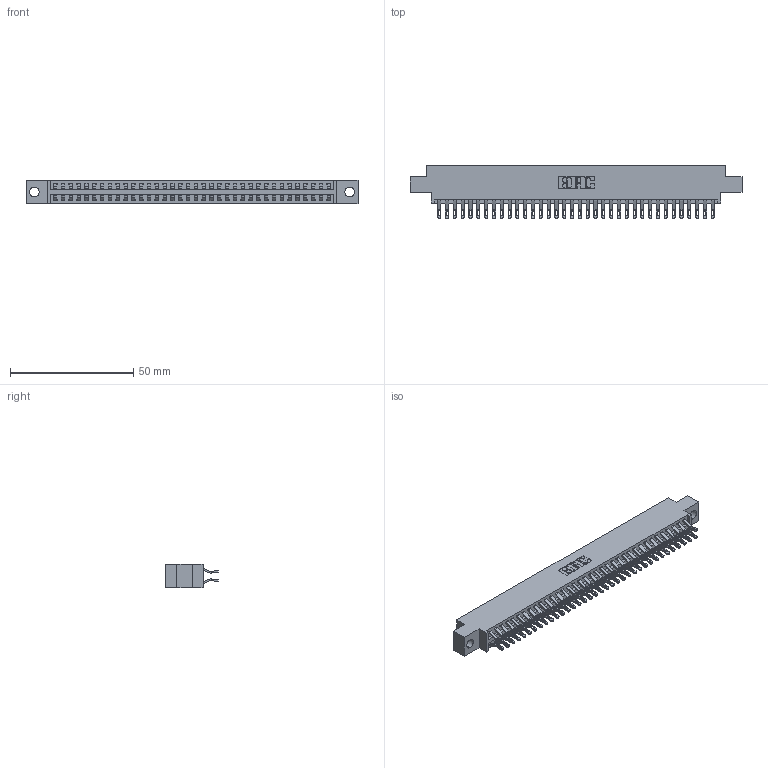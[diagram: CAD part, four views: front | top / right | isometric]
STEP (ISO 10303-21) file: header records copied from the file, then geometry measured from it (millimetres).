
FILE_DESCRIPTION (( 'STEP AP203' ), '1' );
FILE_NAME ('396-072-555-804.STEP', '2018-09-09T10:32:39', ( '' ), ( '' ), 'SwSTEP 2.0', 'SolidWorks 2016', '' );
FILE_SCHEMA (( 'CONFIG_CONTROL_DESIGN' ));
Length unit declared in the file: inch
Products named in the file (3): 346 Part_0.170 Offset - 0.156 Dia-TH; 345-292-001_555 Tail; 396-072-555-804
Assembly tree (73 placements, depth 2):
  396-072-555-804
    346 Part_0.170 Offset - 0.156 Dia-TH
    345-292-001_555 Tail  x72
Bounding box: 134.87 x 21.46 x 9.4 mm (x, y, z)
Volume: 13071.7 mm3; surface area: 18611 mm2
Topology: 73 solids, 73 shells, 4302 faces, 13517 edges, 9010 vertices
Faces by surface type: plane 2456, cylinder 1846
Entity records: 24763 total; most frequent: CARTESIAN_POINT 4126, ORIENTED_EDGE 4030, DIRECTION 3655, EDGE_CURVE 2015, LINE 1719, VECTOR 1719, VERTEX_POINT 1342, AXIS2_PLACEMENT_3D 968
